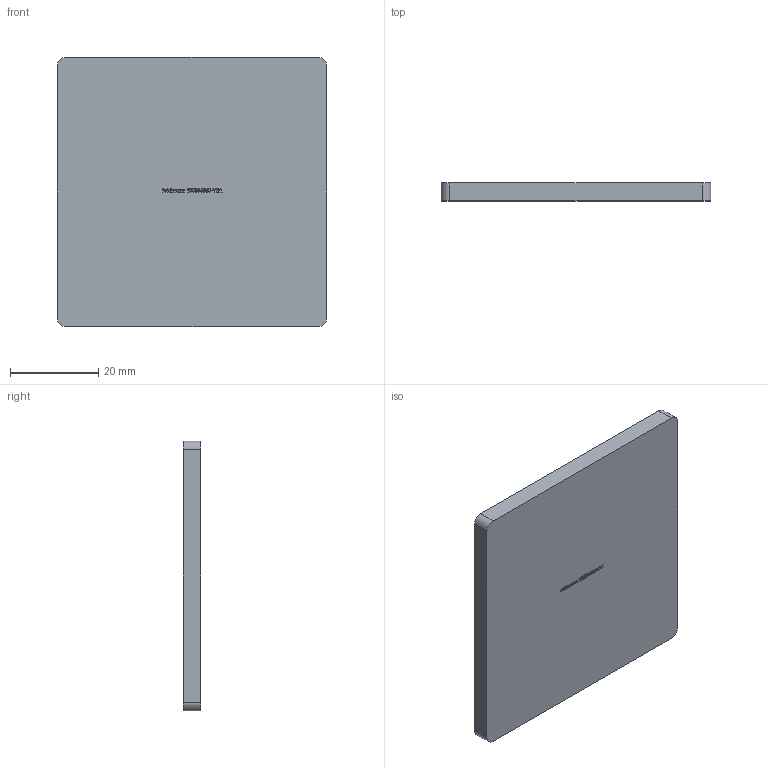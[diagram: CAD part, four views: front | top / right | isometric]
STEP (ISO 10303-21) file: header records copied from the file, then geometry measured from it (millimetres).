
FILE_DESCRIPTION (( 'STEP AP203' ), '1' );
FILE_NAME ('100056060-V2A.step', '2019-07-04T07:48:43', ( '' ), ( '' ), 'SwSTEP 2.0', 'SolidWorks 2015', '' );
FILE_SCHEMA (( 'CONFIG_CONTROL_DESIGN' ));
Length unit declared in the file: millimetre
Products named in the file (1): 100056060-V2A
Bounding box: 61 x 4 x 61 mm (x, y, z)
Volume: 14870 mm3; surface area: 8404.6 mm2
Topology: 1 solids, 1 shells, 267 faces, 699 edges, 466 vertices
Faces by surface type: plane 138, bspline 125, cylinder 4
Entity records: 15856 total; most frequent: CARTESIAN_POINT 10046, ORIENTED_EDGE 1398, DIRECTION 743, EDGE_CURVE 699, VERTEX_POINT 466, VECTOR 441, LINE 441, EDGE_LOOP 299
